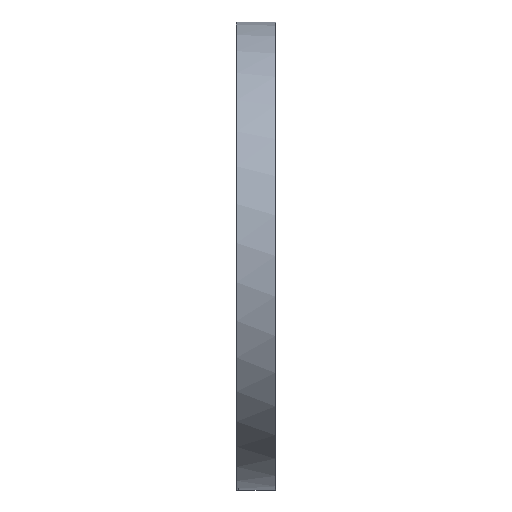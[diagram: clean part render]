
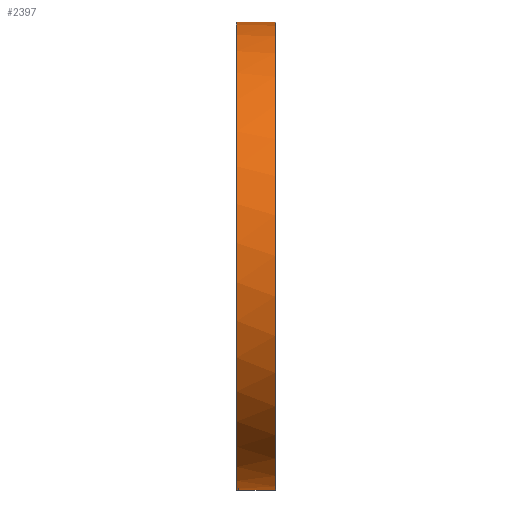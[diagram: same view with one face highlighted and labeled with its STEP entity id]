
A CAD part, left-side view. The second image highlights one B-rep face of the part: STEP entity #2397.
In plain terms, the highlighted cylindrical face has radius 153 mm (diameter 306 mm), a partial arc.
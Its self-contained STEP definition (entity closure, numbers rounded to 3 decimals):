
#9 = EDGE_CURVE ( 'NONE', #4772, #269, #1914, .T. ) ;
#79 = CIRCLE ( 'NONE', #5909, 153. ) ;
#269 = VERTEX_POINT ( 'NONE', #3836 ) ;
#435 = DIRECTION ( 'NONE',  ( 0., -1., 0. ) ) ;
#446 = DIRECTION ( 'NONE',  ( 0., -1., 0. ) ) ;
#670 = ORIENTED_EDGE ( 'NONE', *, *, #698, .T. ) ;
#698 = EDGE_CURVE ( 'NONE', #1120, #3431, #1243, .T. ) ;
#737 = CARTESIAN_POINT ( 'NONE',  ( -16.986, 25.6, -152.054 ) ) ;
#941 = ORIENTED_EDGE ( 'NONE', *, *, #3854, .T. ) ;
#959 = CARTESIAN_POINT ( 'NONE',  ( 0., 0., 0. ) ) ;
#1077 = VECTOR ( 'NONE', #3860, 1000. ) ;
#1083 = AXIS2_PLACEMENT_3D ( 'NONE', #2903, #6542, #3428 ) ;
#1120 = VERTEX_POINT ( 'NONE', #737 ) ;
#1189 = ORIENTED_EDGE ( 'NONE', *, *, #3890, .F. ) ;
#1204 = VECTOR ( 'NONE', #4490, 1000. ) ;
#1243 = LINE ( 'NONE', #4364, #1077 ) ;
#1487 = CARTESIAN_POINT ( 'NONE',  ( 0., 0.4, 0. ) ) ;
#1588 = AXIS2_PLACEMENT_3D ( 'NONE', #5511, #5627, #1994 ) ;
#1886 = CARTESIAN_POINT ( 'NONE',  ( 0., 0.4, -153. ) ) ;
#1914 = CIRCLE ( 'NONE', #1588, 153. ) ;
#1994 = DIRECTION ( 'NONE',  ( 0., 0., -1. ) ) ;
#2006 = DIRECTION ( 'NONE',  ( 0., 0., 1. ) ) ;
#2397 = ADVANCED_FACE ( 'NONE', ( #5126 ), #4784, .T. ) ;
#2423 = DIRECTION ( 'NONE',  ( 0., 1., 0. ) ) ;
#2501 = ORIENTED_EDGE ( 'NONE', *, *, #2641, .T. ) ;
#2582 = LINE ( 'NONE', #5520, #5189 ) ;
#2641 = EDGE_CURVE ( 'NONE', #3431, #5491, #79, .T. ) ;
#2659 = EDGE_CURVE ( 'NONE', #6233, #4533, #4210, .T. ) ;
#2718 = ORIENTED_EDGE ( 'NONE', *, *, #3898, .T. ) ;
#2888 = VERTEX_POINT ( 'NONE', #6332 ) ;
#2903 = CARTESIAN_POINT ( 'NONE',  ( 0., 25.6, 0. ) ) ;
#3258 = EDGE_LOOP ( 'NONE', ( #1189, #941, #670, #2501, #2718, #3524, #4237, #5186 ) ) ;
#3428 = DIRECTION ( 'NONE',  ( 0., 0., -1. ) ) ;
#3431 = VERTEX_POINT ( 'NONE', #4626 ) ;
#3465 = CARTESIAN_POINT ( 'NONE',  ( -13.005, 24.5, -152.446 ) ) ;
#3480 = EDGE_CURVE ( 'NONE', #269, #6233, #5678, .T. ) ;
#3524 = ORIENTED_EDGE ( 'NONE', *, *, #9, .T. ) ;
#3546 = CARTESIAN_POINT ( 'NONE',  ( 0., 24.5, 0. ) ) ;
#3646 = VECTOR ( 'NONE', #4154, 1000. ) ;
#3836 = CARTESIAN_POINT ( 'NONE',  ( 0., 25.6, -153. ) ) ;
#3854 = EDGE_CURVE ( 'NONE', #2888, #1120, #4612, .T. ) ;
#3860 = DIRECTION ( 'NONE',  ( 0., -1., 0. ) ) ;
#3890 = EDGE_CURVE ( 'NONE', #2888, #4533, #5671, .T. ) ;
#3898 = EDGE_CURVE ( 'NONE', #5491, #4772, #2582, .T. ) ;
#3975 = CARTESIAN_POINT ( 'NONE',  ( 0., 0., 153. ) ) ;
#4068 = DIRECTION ( 'NONE',  ( 0., 0., -1. ) ) ;
#4154 = DIRECTION ( 'NONE',  ( 0., -1., 0. ) ) ;
#4210 = CIRCLE ( 'NONE', #6249, 153. ) ;
#4237 = ORIENTED_EDGE ( 'NONE', *, *, #3480, .T. ) ;
#4364 = CARTESIAN_POINT ( 'NONE',  ( -16.986, 0., -152.054 ) ) ;
#4490 = DIRECTION ( 'NONE',  ( 0., -1., 0. ) ) ;
#4533 = VERTEX_POINT ( 'NONE', #4828 ) ;
#4612 = CIRCLE ( 'NONE', #1083, 153. ) ;
#4626 = CARTESIAN_POINT ( 'NONE',  ( -16.986, 24.5, -152.054 ) ) ;
#4772 = VERTEX_POINT ( 'NONE', #5868 ) ;
#4784 = CYLINDRICAL_SURFACE ( 'NONE', #6044, 153. ) ;
#4828 = CARTESIAN_POINT ( 'NONE',  ( 0., 0.4, 153. ) ) ;
#5116 = DIRECTION ( 'NONE',  ( 0., 1., 0. ) ) ;
#5126 = FACE_OUTER_BOUND ( 'NONE', #3258, .T. ) ;
#5179 = CARTESIAN_POINT ( 'NONE',  ( 0., 0., -153. ) ) ;
#5186 = ORIENTED_EDGE ( 'NONE', *, *, #2659, .T. ) ;
#5189 = VECTOR ( 'NONE', #2423, 1000. ) ;
#5491 = VERTEX_POINT ( 'NONE', #3465 ) ;
#5511 = CARTESIAN_POINT ( 'NONE',  ( 0., 25.6, 0. ) ) ;
#5520 = CARTESIAN_POINT ( 'NONE',  ( -13.005, 0., -152.446 ) ) ;
#5627 = DIRECTION ( 'NONE',  ( 0., -1., 0. ) ) ;
#5671 = LINE ( 'NONE', #3975, #1204 ) ;
#5678 = LINE ( 'NONE', #5179, #3646 ) ;
#5868 = CARTESIAN_POINT ( 'NONE',  ( -13.005, 25.6, -152.446 ) ) ;
#5909 = AXIS2_PLACEMENT_3D ( 'NONE', #3546, #446, #4068 ) ;
#6044 = AXIS2_PLACEMENT_3D ( 'NONE', #959, #435, #6125 ) ;
#6125 = DIRECTION ( 'NONE',  ( 0., 0., -1. ) ) ;
#6233 = VERTEX_POINT ( 'NONE', #1886 ) ;
#6249 = AXIS2_PLACEMENT_3D ( 'NONE', #1487, #5116, #2006 ) ;
#6332 = CARTESIAN_POINT ( 'NONE',  ( 0., 25.6, 153. ) ) ;
#6542 = DIRECTION ( 'NONE',  ( 0., -1., 0. ) ) ;
